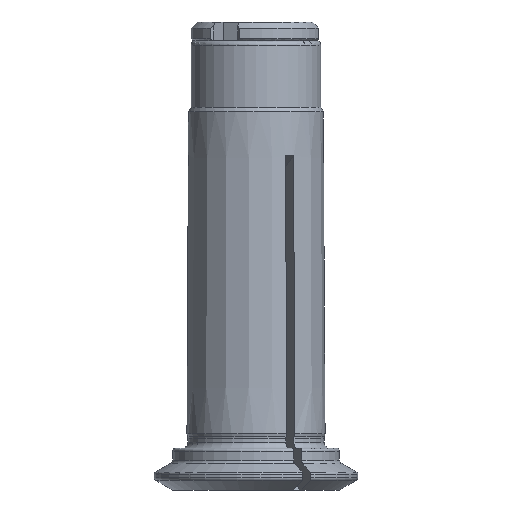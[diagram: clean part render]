
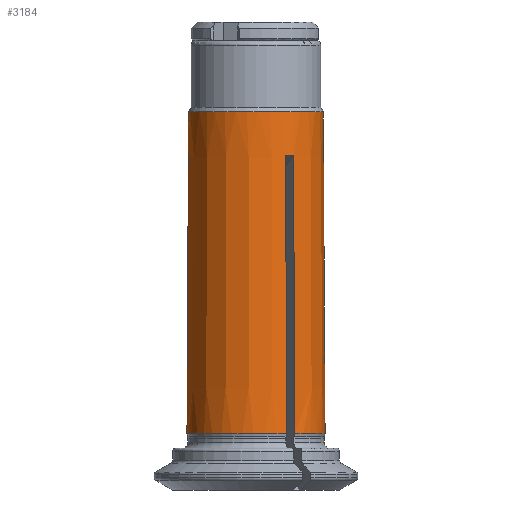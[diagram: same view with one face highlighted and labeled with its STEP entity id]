
A CAD part, front view. The second image highlights one B-rep face of the part: STEP entity #3184.
In plain terms, the highlighted conical face has half-angle 0.287 degrees and reference radius 7.461 mm.
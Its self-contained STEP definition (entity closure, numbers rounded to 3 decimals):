
#26=ELLIPSE('',#3415,8.956,7.337);
#27=ELLIPSE('',#3417,8.956,7.337);
#28=ELLIPSE('',#3419,8.956,7.337);
#167=CONICAL_SURFACE('',#3413,7.461,0.005);
#274=CIRCLE('',#3414,7.461);
#275=CIRCLE('',#3416,7.461);
#276=CIRCLE('',#3418,7.461);
#277=CIRCLE('',#3420,7.287);
#695=ORIENTED_EDGE('',*,*,#1274,.F.);
#696=ORIENTED_EDGE('',*,*,#1275,.T.);
#697=ORIENTED_EDGE('',*,*,#1276,.T.);
#698=ORIENTED_EDGE('',*,*,#1277,.T.);
#699=ORIENTED_EDGE('',*,*,#1278,.F.);
#700=ORIENTED_EDGE('',*,*,#1279,.T.);
#701=ORIENTED_EDGE('',*,*,#1280,.T.);
#702=ORIENTED_EDGE('',*,*,#1281,.T.);
#703=ORIENTED_EDGE('',*,*,#1282,.F.);
#704=ORIENTED_EDGE('',*,*,#1283,.T.);
#705=ORIENTED_EDGE('',*,*,#1284,.T.);
#706=ORIENTED_EDGE('',*,*,#1285,.T.);
#707=ORIENTED_EDGE('',*,*,#1286,.F.);
#1274=EDGE_CURVE('',#1573,#1574,#1745,.T.);
#1275=EDGE_CURVE('',#1573,#1575,#274,.T.);
#1276=EDGE_CURVE('',#1575,#1576,#1746,.T.);
#1277=EDGE_CURVE('',#1576,#1577,#26,.T.);
#1278=EDGE_CURVE('',#1578,#1577,#1747,.T.);
#1279=EDGE_CURVE('',#1578,#1579,#275,.T.);
#1280=EDGE_CURVE('',#1579,#1580,#1748,.T.);
#1281=EDGE_CURVE('',#1580,#1581,#27,.T.);
#1282=EDGE_CURVE('',#1582,#1581,#1749,.T.);
#1283=EDGE_CURVE('',#1582,#1583,#276,.T.);
#1284=EDGE_CURVE('',#1583,#1584,#1750,.T.);
#1285=EDGE_CURVE('',#1584,#1574,#28,.T.);
#1286=EDGE_CURVE('',#1585,#1585,#277,.T.);
#1573=VERTEX_POINT('',#4785);
#1574=VERTEX_POINT('',#4786);
#1575=VERTEX_POINT('',#4788);
#1576=VERTEX_POINT('',#4790);
#1577=VERTEX_POINT('',#4792);
#1578=VERTEX_POINT('',#4794);
#1579=VERTEX_POINT('',#4796);
#1580=VERTEX_POINT('',#4798);
#1581=VERTEX_POINT('',#4800);
#1582=VERTEX_POINT('',#4802);
#1583=VERTEX_POINT('',#4804);
#1584=VERTEX_POINT('',#4806);
#1585=VERTEX_POINT('',#4809);
#1745=LINE('',#4784,#1889);
#1746=LINE('',#4789,#1890);
#1747=LINE('',#4793,#1891);
#1748=LINE('',#4797,#1892);
#1749=LINE('',#4801,#1893);
#1750=LINE('',#4805,#1894);
#1889=VECTOR('',#3961,1000.);
#1890=VECTOR('',#3964,1000.);
#1891=VECTOR('',#3967,1000.);
#1892=VECTOR('',#3970,1000.);
#1893=VECTOR('',#3973,1000.);
#1894=VECTOR('',#3976,1000.);
#2017=EDGE_LOOP('',(#695,#696,#697,#698,#699,#700,#701,#702,#703,#704,#705,
#706));
#2018=EDGE_LOOP('',(#707));
#2162=FACE_BOUND('',#2017,.T.);
#2163=FACE_BOUND('',#2018,.T.);
#3184=ADVANCED_FACE('',(#2162,#2163),#167,.T.);
#3413=AXIS2_PLACEMENT_3D('',#4783,#3959,#3960);
#3414=AXIS2_PLACEMENT_3D('',#4787,#3962,#3963);
#3415=AXIS2_PLACEMENT_3D('',#4791,#3965,#3966);
#3416=AXIS2_PLACEMENT_3D('',#4795,#3968,#3969);
#3417=AXIS2_PLACEMENT_3D('',#4799,#3971,#3972);
#3418=AXIS2_PLACEMENT_3D('',#4803,#3974,#3975);
#3419=AXIS2_PLACEMENT_3D('',#4807,#3977,#3978);
#3420=AXIS2_PLACEMENT_3D('',#4808,#3979,#3980);
#3959=DIRECTION('',(0.,0.,-1.));
#3960=DIRECTION('',(-1.,0.,0.));
#3961=DIRECTION('',(0.005,0.,1.));
#3962=DIRECTION('',(0.,0.,1.));
#3963=DIRECTION('',(1.,0.,0.));
#3964=DIRECTION('',(-0.003,0.004,1.));
#3965=DIRECTION('',(-0.287,0.497,0.819));
#3966=DIRECTION('',(-0.41,0.709,-0.574));
#3967=DIRECTION('',(-0.003,0.004,1.));
#3968=DIRECTION('',(0.,0.,1.));
#3969=DIRECTION('',(1.,0.,0.));
#3970=DIRECTION('',(-0.003,-0.004,1.));
#3971=DIRECTION('',(-0.287,-0.497,0.819));
#3972=DIRECTION('',(-0.41,-0.709,-0.574));
#3973=DIRECTION('',(-0.003,-0.004,1.));
#3974=DIRECTION('',(0.,0.,1.));
#3975=DIRECTION('',(1.,0.,0.));
#3976=DIRECTION('',(0.005,0.,1.));
#3977=DIRECTION('',(0.574,0.,0.819));
#3978=DIRECTION('',(0.819,0.,-0.574));
#3979=DIRECTION('',(0.,0.,1.));
#3980=DIRECTION('',(1.,0.,0.));
#4783=CARTESIAN_POINT('',(0.,0.,6.075));
#4784=CARTESIAN_POINT('',(-7.369,-0.5,21.091));
#4785=CARTESIAN_POINT('',(-7.444,-0.5,6.075));
#4786=CARTESIAN_POINT('',(-7.294,-0.5,36.107));
#4787=CARTESIAN_POINT('',(0.,0.,6.075));
#4788=CARTESIAN_POINT('',(3.289,-6.697,6.075));
#4789=CARTESIAN_POINT('',(3.252,-6.632,21.091));
#4790=CARTESIAN_POINT('',(3.214,-6.567,36.107));
#4791=CARTESIAN_POINT('',(-0.013,0.022,30.982));
#4792=CARTESIAN_POINT('',(4.08,-6.067,36.107));
#4793=CARTESIAN_POINT('',(4.118,-6.132,21.091));
#4794=CARTESIAN_POINT('',(4.155,-6.197,6.075));
#4795=CARTESIAN_POINT('',(0.,0.,6.075));
#4796=CARTESIAN_POINT('',(4.155,6.197,6.075));
#4797=CARTESIAN_POINT('',(4.118,6.132,21.091));
#4798=CARTESIAN_POINT('',(4.08,6.067,36.107));
#4799=CARTESIAN_POINT('',(-0.013,-0.022,30.982));
#4800=CARTESIAN_POINT('',(3.214,6.567,36.107));
#4801=CARTESIAN_POINT('',(3.252,6.632,21.091));
#4802=CARTESIAN_POINT('',(3.289,6.697,6.075));
#4803=CARTESIAN_POINT('',(0.,0.,6.075));
#4804=CARTESIAN_POINT('',(-7.444,0.5,6.075));
#4805=CARTESIAN_POINT('',(-7.369,0.5,21.091));
#4806=CARTESIAN_POINT('',(-7.294,0.5,36.107));
#4807=CARTESIAN_POINT('',(0.026,0.,30.982));
#4808=CARTESIAN_POINT('',(0.,0.,40.803));
#4809=CARTESIAN_POINT('',(7.287,0.,40.803));
